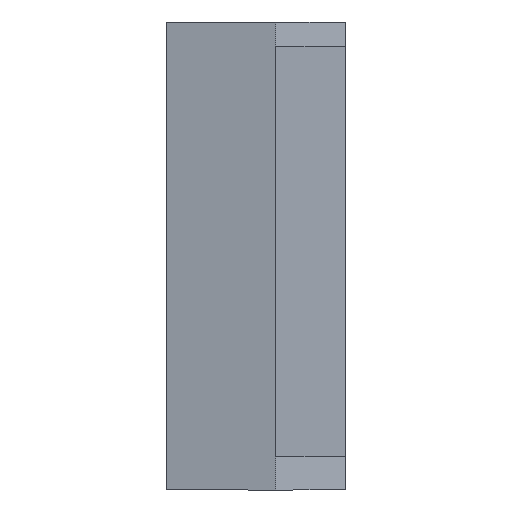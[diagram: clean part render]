
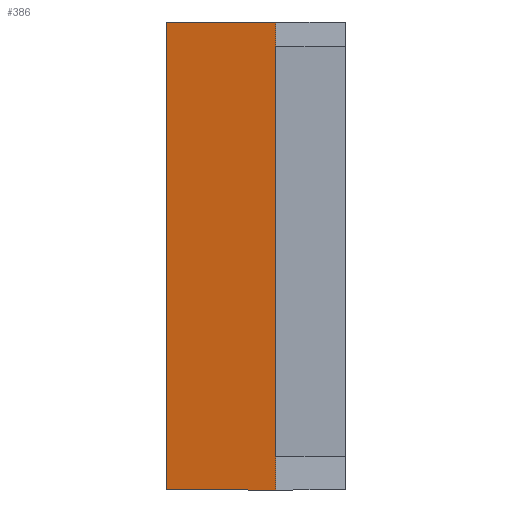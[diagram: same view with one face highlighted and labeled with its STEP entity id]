
A CAD part, left-side view. The second image highlights one B-rep face of the part: STEP entity #386.
In plain terms, the highlighted planar face has unit normal (-0.986, 0.17, 0).
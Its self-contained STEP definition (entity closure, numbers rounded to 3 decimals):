
#45 = CARTESIAN_POINT ( 'NONE',  ( -6.48, 2.38, 6.22 ) ) ;
#146 = EDGE_LOOP ( 'NONE', ( #1330, #879, #940, #1443 ) ) ;
#153 = CARTESIAN_POINT ( 'NONE',  ( -6.647, 1.413, 6.22 ) ) ;
#174 = CARTESIAN_POINT ( 'NONE',  ( -6.73, 0.93, 6.22 ) ) ;
#181 = FACE_OUTER_BOUND ( 'NONE', #146, .T. ) ;
#207 = LINE ( 'NONE', #872, #616 ) ;
#210 = B_SPLINE_CURVE_WITH_KNOTS ( 'NONE', 3,
 ( #45, #888, #153, #1124 ),
 .UNSPECIFIED., .F., .F.,
 ( 4, 4 ),
 ( 0., 1. ),
 .UNSPECIFIED. ) ;
#279 = VERTEX_POINT ( 'NONE', #1258 ) ;
#386 = ADVANCED_FACE ( 'NONE', ( #181 ), #1193, .T. ) ;
#530 = CARTESIAN_POINT ( 'NONE',  ( -6.48, 2.38, 0. ) ) ;
#534 = CARTESIAN_POINT ( 'NONE',  ( -6.73, 0.93, 0. ) ) ;
#550 = LINE ( 'NONE', #1388, #1560 ) ;
#616 = VECTOR ( 'NONE', #625, 1000. ) ;
#625 = DIRECTION ( 'NONE',  ( 0., 0., -1. ) ) ;
#830 = VERTEX_POINT ( 'NONE', #174 ) ;
#836 = CARTESIAN_POINT ( 'NONE',  ( -6.48, 2.38, 6.22 ) ) ;
#844 = DIRECTION ( 'NONE',  ( -0.985, 0.17, 0. ) ) ;
#858 = CARTESIAN_POINT ( 'NONE',  ( -6.73, 0.93, 0. ) ) ;
#872 = CARTESIAN_POINT ( 'NONE',  ( -6.48, 2.38, 3.11 ) ) ;
#879 = ORIENTED_EDGE ( 'NONE', *, *, #1027, .T. ) ;
#888 = CARTESIAN_POINT ( 'NONE',  ( -6.563, 1.897, 6.22 ) ) ;
#934 = EDGE_CURVE ( 'NONE', #1243, #830, #210, .T. ) ;
#940 = ORIENTED_EDGE ( 'NONE', *, *, #1154, .F. ) ;
#967 = VERTEX_POINT ( 'NONE', #534 ) ;
#1027 = EDGE_CURVE ( 'NONE', #1243, #279, #207, .T. ) ;
#1117 = CARTESIAN_POINT ( 'NONE',  ( -6.563, 1.897, 0. ) ) ;
#1124 = CARTESIAN_POINT ( 'NONE',  ( -6.73, 0.93, 6.22 ) ) ;
#1154 = EDGE_CURVE ( 'NONE', #967, #279, #1164, .T. ) ;
#1164 = B_SPLINE_CURVE_WITH_KNOTS ( 'NONE', 3,
 ( #858, #1249, #1117, #530 ),
 .UNSPECIFIED., .F., .F.,
 ( 4, 4 ),
 ( 0., 1. ),
 .UNSPECIFIED. ) ;
#1193 = PLANE ( 'NONE',  #1317 ) ;
#1243 = VERTEX_POINT ( 'NONE', #836 ) ;
#1249 = CARTESIAN_POINT ( 'NONE',  ( -6.647, 1.413, 0. ) ) ;
#1258 = CARTESIAN_POINT ( 'NONE',  ( -6.48, 2.38, 0. ) ) ;
#1312 = CARTESIAN_POINT ( 'NONE',  ( -6.73, 0.93, 6.22 ) ) ;
#1317 = AXIS2_PLACEMENT_3D ( 'NONE', #1312, #844, #1573 ) ;
#1330 = ORIENTED_EDGE ( 'NONE', *, *, #934, .F. ) ;
#1388 = CARTESIAN_POINT ( 'NONE',  ( -6.73, 0.93, 3.11 ) ) ;
#1422 = EDGE_CURVE ( 'NONE', #830, #967, #550, .T. ) ;
#1443 = ORIENTED_EDGE ( 'NONE', *, *, #1422, .F. ) ;
#1514 = DIRECTION ( 'NONE',  ( 0., 0., -1. ) ) ;
#1560 = VECTOR ( 'NONE', #1514, 1000. ) ;
#1573 = DIRECTION ( 'NONE',  ( 0.17, 0.985, 0. ) ) ;
